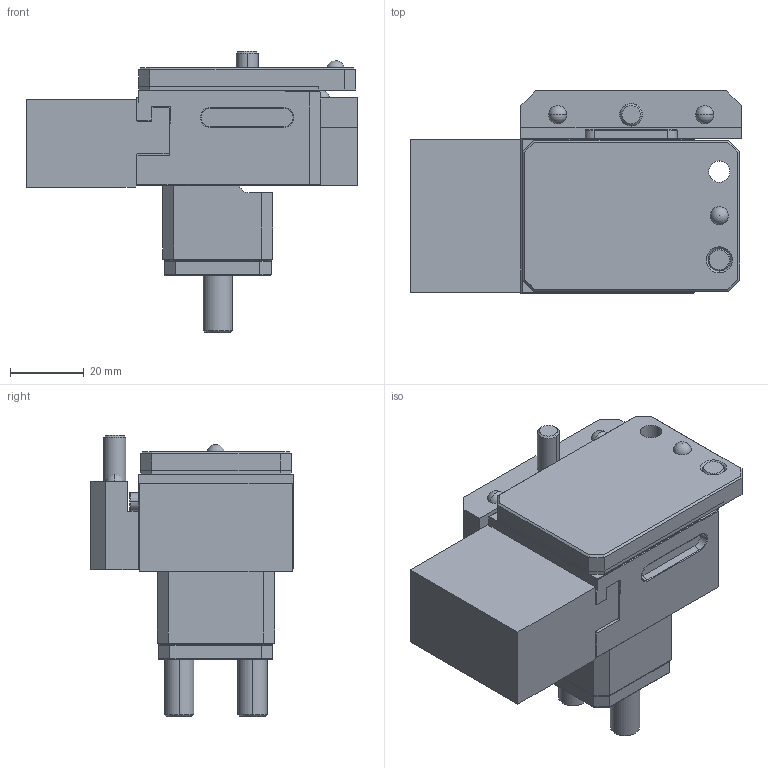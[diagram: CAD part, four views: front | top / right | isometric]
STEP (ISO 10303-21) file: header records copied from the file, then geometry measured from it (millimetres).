
FILE_DESCRIPTION (( 'STEP AP214' ), '1' );
FILE_NAME ('CS423009.STEP', '2022-09-26T09:23:47', ( '' ), ( '' ), 'SwSTEP 2.0', 'SolidWorks 2021', '' );
FILE_SCHEMA (( 'AUTOMOTIVE_DESIGN' ));
Length unit declared in the file: millimetre
Products named in the file (20): M8x55(esp); 9CS423009-C; iman_6x5; 9CS423009-B; iman_14x4; 9CS423009-A; 9CS423009-E; Bola_5; iman_4x2; torica_3x1i5; 9CS423009-D2; 9CS423009-D1; M6x30; iman_8x4; Chaveta_25x5; iman_6x2; 9CS000000-F_V3; CS423009; iman_6x3; 9CS000000-G
Assembly tree (25 placements, depth 2):
  CS423009
    9CS423009-A
    iman_6x3  x2
    iman_6x5
    9CS423009-D1
    9CS423009-D2
    iman_14x4  x2
    9CS000000-G
    torica_3x1i5
    Bola_5  x3
    iman_8x4  x2
    9CS000000-F_V3
    M6x30
    9CS423009-C
    M8x55(esp)  x2
    9CS423009-E
    iman_6x2
    9CS423009-B
    Chaveta_25x5
    iman_4x2
Bounding box: 90 x 55 x 76.5 mm (x, y, z)
Volume: 133184.4 mm3; surface area: 53081.3 mm2
Topology: 25 solids, 25 shells, 869 faces, 2124 edges, 1338 vertices
Faces by surface type: plane 354, bspline 212, cylinder 160, torus 87, cone 50, sphere 6
Entity records: 39210 total; most frequent: CARTESIAN_POINT 17004, ORIENTED_EDGE 3994, DIRECTION 3218, EDGE_CURVE 1997, VERTEX_POINT 1268, VECTOR 1074, LINE 1074, AXIS2_PLACEMENT_3D 1072
